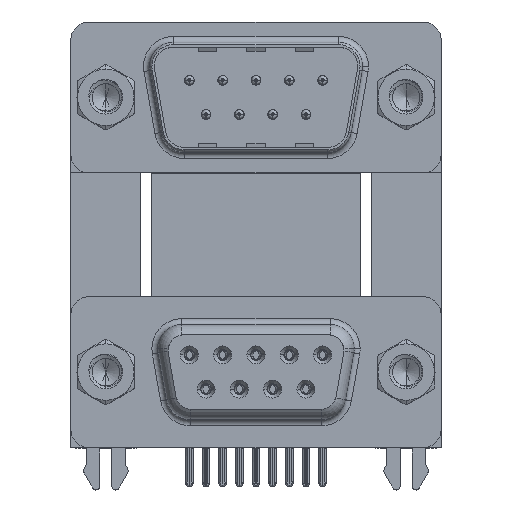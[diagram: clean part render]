
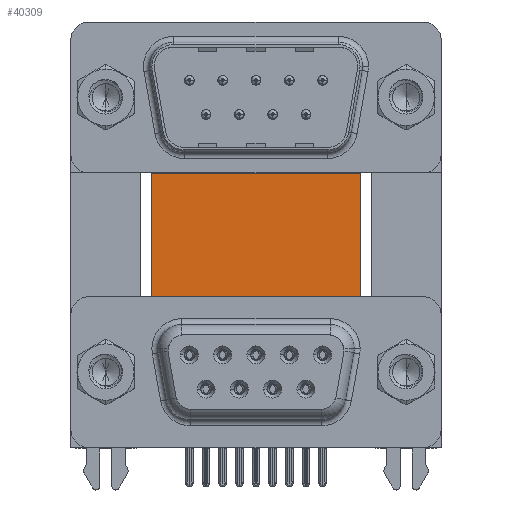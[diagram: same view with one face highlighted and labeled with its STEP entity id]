
A CAD part, top view. The second image highlights one B-rep face of the part: STEP entity #40309.
In plain terms, the highlighted planar face has unit normal (0, 0, 1).
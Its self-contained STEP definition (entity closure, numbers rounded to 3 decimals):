
#398 = LINE ( 'NONE', #13750, #2291 ) ;
#955 = CARTESIAN_POINT ( 'NONE',  ( 3.79, 16.585, -12. ) ) ;
#1025 = FACE_OUTER_BOUND ( 'NONE', #35990, .T. ) ;
#1178 = DIRECTION ( 'NONE',  ( 0., -1., 0. ) ) ;
#1226 = VECTOR ( 'NONE', #1178, 1000. ) ;
#1408 = VECTOR ( 'NONE', #34249, 1000. ) ;
#1530 = CARTESIAN_POINT ( 'NONE',  ( 21.2, 16.585, -12. ) ) ;
#1891 = DIRECTION ( 'NONE',  ( 0., 0., -1. ) ) ;
#2291 = VECTOR ( 'NONE', #40884, 1000. ) ;
#3740 = LINE ( 'NONE', #41135, #1408 ) ;
#3741 = LINE ( 'NONE', #30261, #35790 ) ;
#4583 = EDGE_CURVE ( 'NONE', #7042, #17604, #24348, .T. ) ;
#5742 = VECTOR ( 'NONE', #36768, 1000. ) ;
#6836 = ORIENTED_EDGE ( 'NONE', *, *, #23637, .T. ) ;
#6962 = CARTESIAN_POINT ( 'NONE',  ( 2.9, -3.735, -12. ) ) ;
#7042 = VERTEX_POINT ( 'NONE', #20716 ) ;
#7194 = LINE ( 'NONE', #20790, #19602 ) ;
#7692 = PLANE ( 'NONE',  #11807 ) ;
#7948 = CARTESIAN_POINT ( 'NONE',  ( 2.9, -4.635, -12. ) ) ;
#9214 = EDGE_CURVE ( 'NONE', #18302, #16084, #7194, .T. ) ;
#9255 = VERTEX_POINT ( 'NONE', #29844 ) ;
#9825 = CARTESIAN_POINT ( 'NONE',  ( 2.4, -4.635, -12. ) ) ;
#11001 = VECTOR ( 'NONE', #38161, 1000. ) ;
#11311 = ORIENTED_EDGE ( 'NONE', *, *, #28849, .T. ) ;
#11807 = AXIS2_PLACEMENT_3D ( 'NONE', #38425, #1891, #31983 ) ;
#13036 = ORIENTED_EDGE ( 'NONE', *, *, #15092, .T. ) ;
#13167 = LINE ( 'NONE', #9825, #5742 ) ;
#13646 = EDGE_CURVE ( 'NONE', #18026, #18302, #3740, .T. ) ;
#13750 = CARTESIAN_POINT ( 'NONE',  ( 22.59, -4.635, -12. ) ) ;
#14314 = ORIENTED_EDGE ( 'NONE', *, *, #13646, .T. ) ;
#14745 = ORIENTED_EDGE ( 'NONE', *, *, #26734, .T. ) ;
#14879 = CARTESIAN_POINT ( 'NONE',  ( 22.09, -3.735, -12. ) ) ;
#15092 = EDGE_CURVE ( 'NONE', #7042, #9255, #31468, .T. ) ;
#16084 = VERTEX_POINT ( 'NONE', #6962 ) ;
#16825 = CARTESIAN_POINT ( 'NONE',  ( 22.59, -4.635, -12. ) ) ;
#17187 = VECTOR ( 'NONE', #18352, 1000. ) ;
#17604 = VERTEX_POINT ( 'NONE', #18545 ) ;
#18026 = VERTEX_POINT ( 'NONE', #34538 ) ;
#18302 = VERTEX_POINT ( 'NONE', #7948 ) ;
#18352 = DIRECTION ( 'NONE',  ( 1., 0., 0. ) ) ;
#18449 = LINE ( 'NONE', #1530, #20544 ) ;
#18545 = CARTESIAN_POINT ( 'NONE',  ( 21.2, 16.585, -12. ) ) ;
#18586 = VERTEX_POINT ( 'NONE', #38751 ) ;
#18652 = DIRECTION ( 'NONE',  ( 0., -1., 0. ) ) ;
#19602 = VECTOR ( 'NONE', #37934, 1000. ) ;
#19728 = EDGE_CURVE ( 'NONE', #17604, #38405, #18449, .T. ) ;
#20544 = VECTOR ( 'NONE', #18652, 1000. ) ;
#20716 = CARTESIAN_POINT ( 'NONE',  ( 3.79, 16.585, -12. ) ) ;
#20790 = CARTESIAN_POINT ( 'NONE',  ( 2.9, -3.735, -12. ) ) ;
#20979 = VECTOR ( 'NONE', #25703, 1000. ) ;
#21221 = ORIENTED_EDGE ( 'NONE', *, *, #24083, .T. ) ;
#21842 = EDGE_CURVE ( 'NONE', #9255, #18026, #13167, .T. ) ;
#23023 = CARTESIAN_POINT ( 'NONE',  ( 22.09, -3.735, -12. ) ) ;
#23637 = EDGE_CURVE ( 'NONE', #32468, #38405, #398, .T. ) ;
#24083 = EDGE_CURVE ( 'NONE', #18586, #32468, #32594, .T. ) ;
#24348 = LINE ( 'NONE', #24789, #11001 ) ;
#24789 = CARTESIAN_POINT ( 'NONE',  ( 3.79, 16.585, -12. ) ) ;
#25010 = CARTESIAN_POINT ( 'NONE',  ( 22.09, -4.635, -12. ) ) ;
#25703 = DIRECTION ( 'NONE',  ( 0., -1., 0. ) ) ;
#25845 = VERTEX_POINT ( 'NONE', #14879 ) ;
#26734 = EDGE_CURVE ( 'NONE', #16084, #25845, #3741, .T. ) ;
#27770 = ORIENTED_EDGE ( 'NONE', *, *, #19728, .F. ) ;
#28849 = EDGE_CURVE ( 'NONE', #25845, #18586, #32406, .T. ) ;
#28979 = ORIENTED_EDGE ( 'NONE', *, *, #9214, .T. ) ;
#29844 = CARTESIAN_POINT ( 'NONE',  ( 3.79, -0.735, -12. ) ) ;
#30261 = CARTESIAN_POINT ( 'NONE',  ( 3.79, -3.735, -12. ) ) ;
#31468 = LINE ( 'NONE', #955, #1226 ) ;
#31983 = DIRECTION ( 'NONE',  ( -1., 0., 0. ) ) ;
#32406 = LINE ( 'NONE', #23023, #20979 ) ;
#32468 = VERTEX_POINT ( 'NONE', #16825 ) ;
#32594 = LINE ( 'NONE', #25010, #17187 ) ;
#34249 = DIRECTION ( 'NONE',  ( 1., 0., 0. ) ) ;
#34538 = CARTESIAN_POINT ( 'NONE',  ( 2.4, -4.635, -12. ) ) ;
#35790 = VECTOR ( 'NONE', #43793, 1000. ) ;
#35990 = EDGE_LOOP ( 'NONE', ( #14745, #11311, #21221, #6836, #27770, #37144, #13036, #37449, #14314, #28979 ) ) ;
#36768 = DIRECTION ( 'NONE',  ( -0.336, -0.942, 0. ) ) ;
#37144 = ORIENTED_EDGE ( 'NONE', *, *, #4583, .F. ) ;
#37449 = ORIENTED_EDGE ( 'NONE', *, *, #21842, .T. ) ;
#37934 = DIRECTION ( 'NONE',  ( 0., 1., 0. ) ) ;
#38161 = DIRECTION ( 'NONE',  ( 1., 0., 0. ) ) ;
#38405 = VERTEX_POINT ( 'NONE', #42925 ) ;
#38425 = CARTESIAN_POINT ( 'NONE',  ( 3.79, 16.585, -12. ) ) ;
#38751 = CARTESIAN_POINT ( 'NONE',  ( 22.09, -4.635, -12. ) ) ;
#40309 = ADVANCED_FACE ( 'NONE', ( #1025 ), #7692, .F. ) ;
#40884 = DIRECTION ( 'NONE',  ( -0.336, 0.942, 0. ) ) ;
#41135 = CARTESIAN_POINT ( 'NONE',  ( 2.9, -4.635, -12. ) ) ;
#42925 = CARTESIAN_POINT ( 'NONE',  ( 21.2, -0.735, -12. ) ) ;
#43793 = DIRECTION ( 'NONE',  ( 1., 0., 0. ) ) ;
